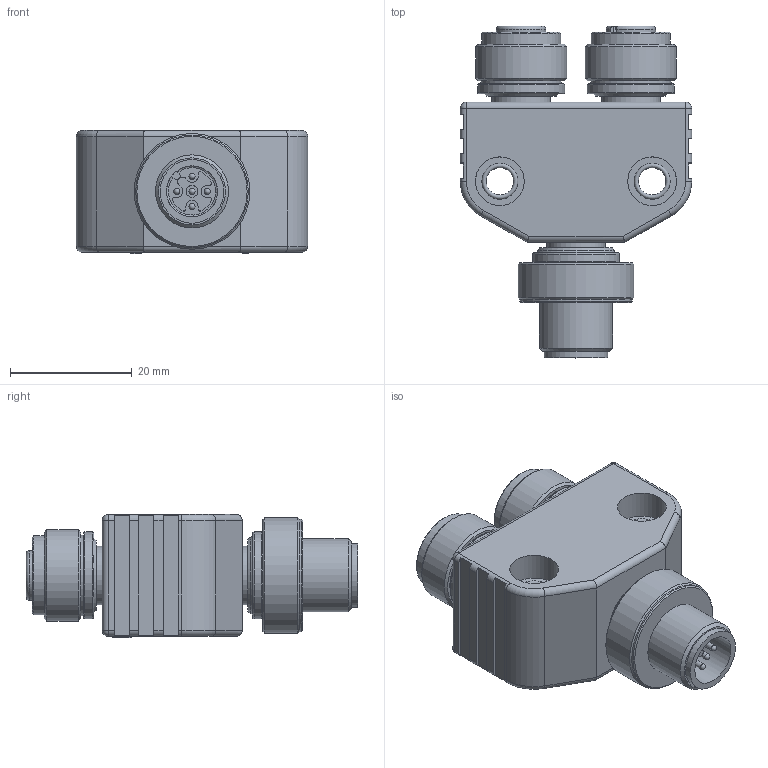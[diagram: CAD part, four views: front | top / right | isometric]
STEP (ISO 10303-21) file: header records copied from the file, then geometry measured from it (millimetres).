
FILE_DESCRIPTION(/* description */ (''),/* implementation_level */ '2;1');
FILE_NAME(/* name */ 'FSM5-2FKM5_4_S89_stp_stp_stp.stp',/* time_stamp */ '2016-05-10T09:55:55+02:00',/* author */ (''),/* organization */ (''),/* preprocessor_version */ 'ST-DEVELOPER v16',/* originating_system */ 'SIEMENS PLM Software NX 10.0',/* authorisation */ '');
FILE_SCHEMA (('AUTOMOTIVE_DESIGN { 1 0 10303 214 3 1 1 1 }'));
Length unit declared in the file: millimetre
Products named in the file (1): FSM5-2FKM5_4_S89_stp_stp_stp
Bounding box: 38 x 54.5 x 20.2 mm (x, y, z)
Volume: 20304.8 mm3; surface area: 8699.3 mm2
Topology: 1 solids, 1 shells, 328 faces, 790 edges, 514 vertices
Faces by surface type: plane 138, cylinder 134, torus 20, extrusion 14, cone 13, sphere 9
Full cylindrical faces by diameter (mm): 1 x5, 1.15 x10, 1.5 x10, 1.95 x1, 4.5 x2, 8 x4, 8.375 x1, 9.6 x3, 10.45 x1, 10.92 x2, 12 x1, 12.3 x2, 13 x2, 13.2 x2, 14.25 x3, 15 x2, 18.5 x1, 19 x1
Entity records: 9073 total; most frequent: CARTESIAN_POINT 1798, DIRECTION 1573, ORIENTED_EDGE 1326, EDGE_CURVE 663, AXIS2_PLACEMENT_3D 639, VERTEX_POINT 480, EDGE_LOOP 475, ADVANCED_FACE 328
